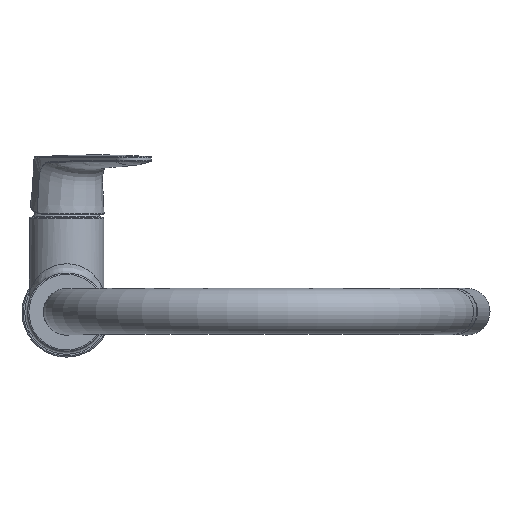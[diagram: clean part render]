
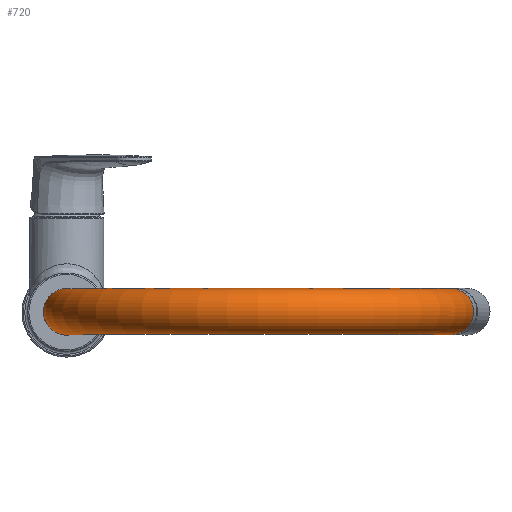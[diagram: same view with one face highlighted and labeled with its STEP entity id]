
A CAD part, top view. The second image highlights one B-rep face of the part: STEP entity #720.
In plain terms, the highlighted toroidal (fillet/blend) face has major radius 104 mm and minor radius 12.4 mm.
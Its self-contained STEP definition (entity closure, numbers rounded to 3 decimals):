
#307=ORIENTED_EDGE('',*,*,#411,.F.);
#308=ORIENTED_EDGE('',*,*,#412,.T.);
#411=EDGE_CURVE('',#489,#489,#527,.F.);
#412=EDGE_CURVE('',#490,#490,#528,.F.);
#489=VERTEX_POINT('',#6695);
#490=VERTEX_POINT('',#6698);
#527=CIRCLE('',#855,12.4);
#528=CIRCLE('',#857,12.4);
#591=EDGE_LOOP('',(#307));
#592=EDGE_LOOP('',(#308));
#658=FACE_BOUND('',#591,.T.);
#659=FACE_BOUND('',#592,.T.);
#678=TOROIDAL_SURFACE('',#856,104.,12.4);
#720=ADVANCED_FACE('',(#658,#659),#678,.T.);
#855=AXIS2_PLACEMENT_3D('',#6694,#962,#963);
#856=AXIS2_PLACEMENT_3D('',#6696,#964,#965);
#857=AXIS2_PLACEMENT_3D('',#6697,#966,#967);
#962=DIRECTION('',(-0.174,0.,0.985));
#963=DIRECTION('',(-0.985,0.,-0.174));
#964=DIRECTION('',(0.,1.,0.));
#965=DIRECTION('',(0.,0.,1.));
#966=DIRECTION('',(0.,0.,-1.));
#967=DIRECTION('',(1.,0.,0.));
#6694=CARTESIAN_POINT('',(206.42,0.,245.536));
#6695=CARTESIAN_POINT('',(194.208,0.,243.382));
#6696=CARTESIAN_POINT('',(104.,0.,227.476));
#6697=CARTESIAN_POINT('',(0.,0.,227.476));
#6698=CARTESIAN_POINT('',(12.4,0.,227.476));
